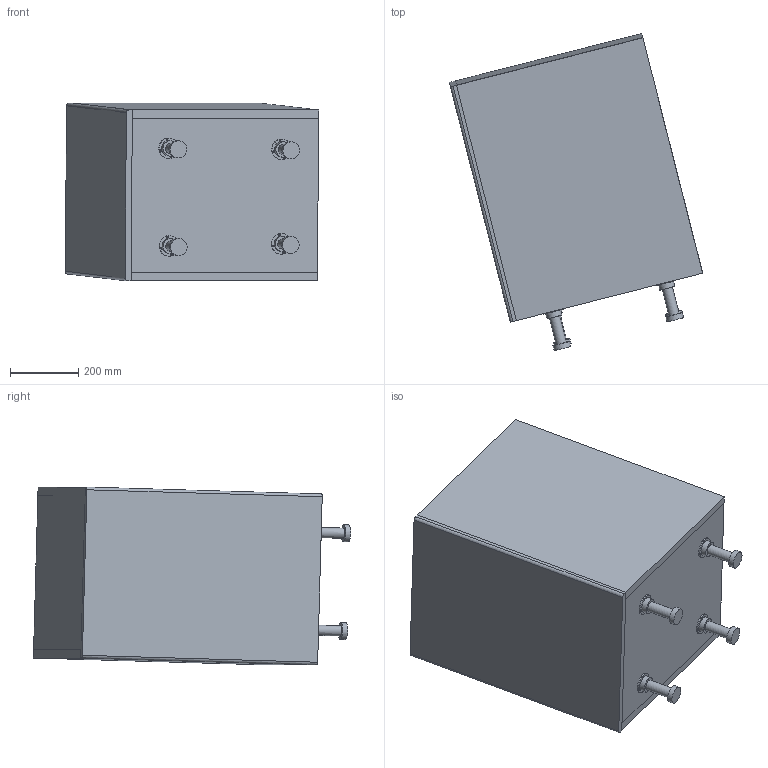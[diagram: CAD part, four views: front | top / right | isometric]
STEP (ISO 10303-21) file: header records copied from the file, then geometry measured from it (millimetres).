
FILE_DESCRIPTION(/* description */ (''),/* implementation_level */ '2;1');
FILE_NAME(/* name */ 'cabinet.stp',/* time_stamp */ '2015-09-30T20:39:53+03:00',/* author */ ('John'),/* organization */ (''),/* preprocessor_version */ 'ST-DEVELOPER v16.1',/* originating_system */ 'Autodesk Inventor 2016',/* authorisation */ '');
FILE_SCHEMA (('AUTOMOTIVE_DESIGN { 1 0 10303 214 3 1 1 }'));
Products named in the file (5): modular up and down; inside left of modular; door; Leg; Assembly3
Assembly tree (9 placements, depth 2):
  Assembly3
    modular up and down  x2
    inside left of modular  x2
    door
    Leg  x4
Bounding box: 740.44 x 927.33 x 520.03 mm (x, y, z)
Volume: 39435104.8 mm3; surface area: 3671825.7 mm2
Topology: 9 solids, 9 shells, 88 faces, 188 edges, 132 vertices
Faces by surface type: plane 52, cylinder 36
Full cylindrical faces by diameter (mm): 5 x16, 30 x4, 35 x2, 45 x4, 50 x4, 60 x4
Entity records: 1072 total; most frequent: DIRECTION 188, CARTESIAN_POINT 161, ORIENTED_EDGE 124, AXIS2_PLACEMENT_3D 75, EDGE_CURVE 62, EDGE_LOOP 60, VERTEX_POINT 48, LINE 38
